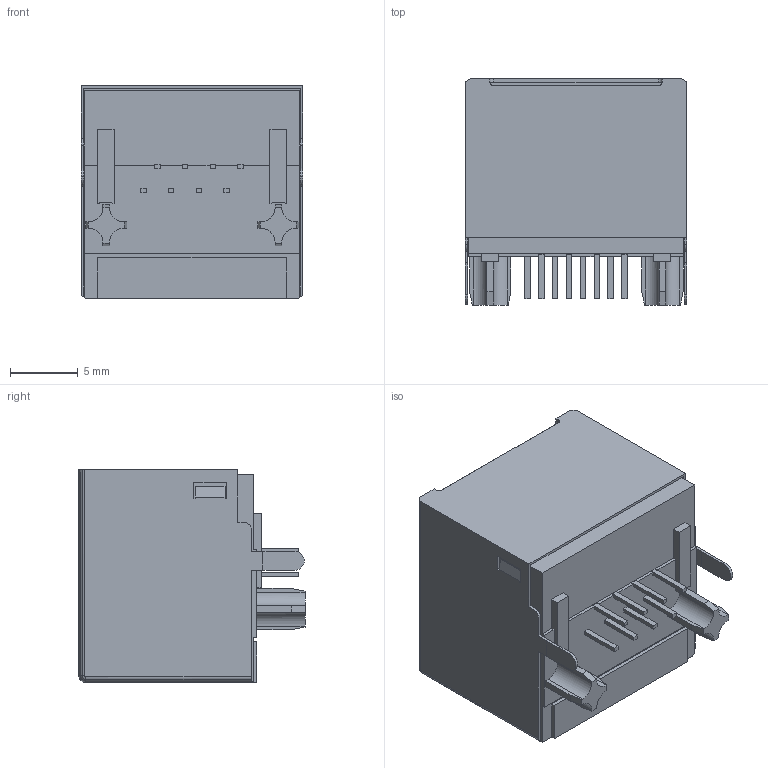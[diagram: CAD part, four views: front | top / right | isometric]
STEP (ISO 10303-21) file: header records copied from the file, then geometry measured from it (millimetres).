
FILE_DESCRIPTION(('CATIA V5 STEP Exchange','CAx-IF Rec.Pracs.--- Model Styling and Organization---1.4--- 2014-01-23'),'2;1');
FILE_NAME ('705407-2_0_2638490000_2638490000.stp','2019-06-26T09:23:57+00:00',('none'),('Weidmueller'),'CATIA Version 5-6 Release 2016 SP3 HF44','CATIA V5 STEP AP214','none');
FILE_SCHEMA(('AUTOMOTIVE_DESIGN { 1 0 10303 214 1 1 1 1 }'));
Length unit declared in the file: millimetre
Products named in the file (1): 2638490000
Bounding box: 16.35 x 16.67 x 15.7 mm (x, y, z)
Volume: 2163.1 mm3; surface area: 3230.8 mm2
Topology: 3 solids, 3 shells, 324 faces, 933 edges, 619 vertices
Faces by surface type: plane 283, cylinder 37, sphere 2, bspline 2
Entity records: 10669 total; most frequent: CARTESIAN_POINT 2178, ORIENTED_EDGE 1862, DIRECTION 1541, EDGE_CURVE 931, VECTOR 837, LINE 837, VERTEX_POINT 619, AXIS2_PLACEMENT_3D 383
